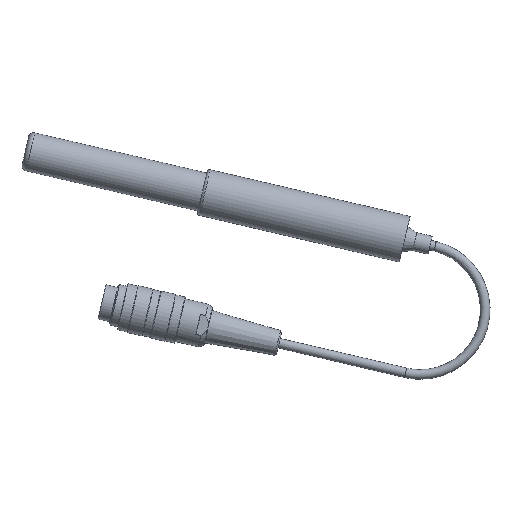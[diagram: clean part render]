
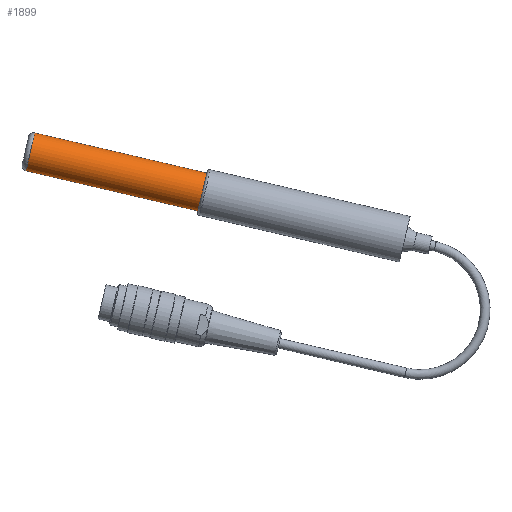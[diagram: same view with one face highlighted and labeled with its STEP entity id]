
A CAD part, top view. The second image highlights one B-rep face of the part: STEP entity #1899.
In plain terms, the highlighted cylindrical face has radius 7.5 mm (diameter 15 mm), a full revolution.
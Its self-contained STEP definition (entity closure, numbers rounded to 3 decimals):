
#331=CYLINDRICAL_SURFACE('',#2144,7.5);
#403=FACE_BOUND('',#716,.T.);
#523=FACE_OUTER_BOUND('',#715,.T.);
#715=EDGE_LOOP('',(#1643));
#716=EDGE_LOOP('',(#1644));
#827=CIRCLE('',#2142,7.5);
#829=CIRCLE('',#2145,7.5);
#992=VERTEX_POINT('',#3684);
#994=VERTEX_POINT('',#3689);
#1210=EDGE_CURVE('',#992,#992,#827,.T.);
#1212=EDGE_CURVE('',#994,#994,#829,.T.);
#1643=ORIENTED_EDGE('',*,*,#1212,.T.);
#1644=ORIENTED_EDGE('',*,*,#1210,.F.);
#1899=ADVANCED_FACE('',(#523,#403),#331,.T.);
#2142=AXIS2_PLACEMENT_3D('',#3685,#2674,#2675);
#2144=AXIS2_PLACEMENT_3D('',#3688,#2678,#2679);
#2145=AXIS2_PLACEMENT_3D('',#3690,#2680,#2681);
#2674=DIRECTION('center_axis',(-0.974,0.227,0.));
#2675=DIRECTION('ref_axis',(0.,0.,1.));
#2678=DIRECTION('center_axis',(-0.974,0.227,0.));
#2679=DIRECTION('ref_axis',(0.,0.,
-1.));
#2680=DIRECTION('center_axis',(-0.974,0.227,0.));
#2681=DIRECTION('ref_axis',(0.227,0.974,0.));
#3684=CARTESIAN_POINT('',(-273.973,101.898,-0.947));
#3685=CARTESIAN_POINT('Origin',(-273.973,101.898,6.553));
#3688=CARTESIAN_POINT('Origin',(-202.884,85.305,6.553));
#3689=CARTESIAN_POINT('',(-129.847,68.257,-0.947));
#3690=CARTESIAN_POINT('Origin',(-129.847,68.257,6.553));
